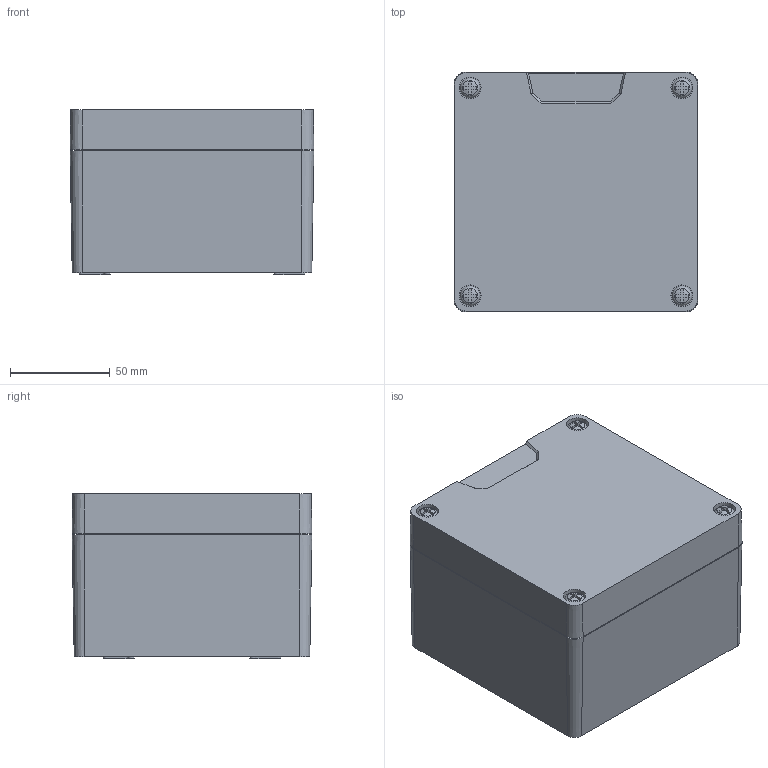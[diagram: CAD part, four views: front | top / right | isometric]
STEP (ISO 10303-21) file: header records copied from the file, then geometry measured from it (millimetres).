
FILE_DESCRIPTION( ( 'STEP AP203' ), '1' );
FILE_NAME( '9108.210.stp', '2020-01-03T10:57:07', ( '' ), ( '' ), ' ', 'PARTsolutions', ' ' );
FILE_SCHEMA( ( 'CONFIG_CONTROL_DESIGN' ) );
Length unit declared in the file: millimetre
Products named in the file (4): 9108.210; _9108.210_01; _9108.210_02; _9108.210_03
Assembly tree (6 placements, depth 2):
  9108.210
    _9108.210_01
    _9108.210_02
    _9108.210_03  x4
Bounding box: 122 x 120 x 82.56 mm (x, y, z)
Volume: 349591.7 mm3; surface area: 148077.2 mm2
Topology: 6 solids, 6 shells, 427 faces, 1059 edges, 697 vertices
Faces by surface type: plane 202, cylinder 113, cone 104, sphere 4, torus 4
Full cylindrical faces by diameter (mm): 2 x8, 3.242 x4, 4.8 x4, 4.917 x7, 5 x4, 5.5 x4, 6 x4, 6.5 x1, 10 x4, 11 x4
Entity records: 10409 total; most frequent: DIRECTION 1870, CARTESIAN_POINT 1748, ORIENTED_EDGE 1574, EDGE_CURVE 787, AXIS2_PLACEMENT_3D 723, VERTEX_POINT 579, EDGE_LOOP 518, LINE 424
